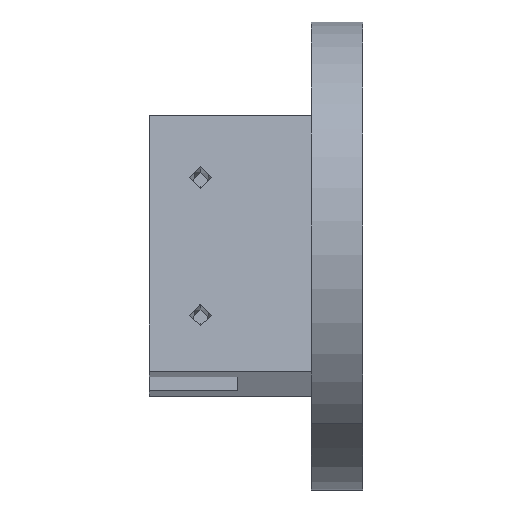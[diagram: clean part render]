
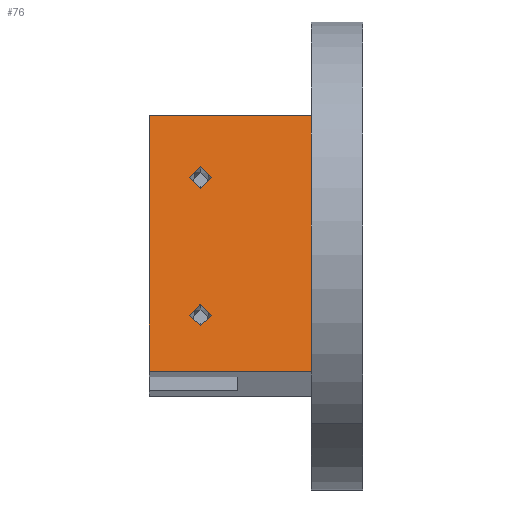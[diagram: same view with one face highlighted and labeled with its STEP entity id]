
A CAD part, front view. The second image highlights one B-rep face of the part: STEP entity #76.
In plain terms, the highlighted planar face has unit normal (0, -0.991, 0.132).
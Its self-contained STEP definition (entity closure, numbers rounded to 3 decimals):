
#35=FACE_BOUND('',#185,.T.);
#36=FACE_BOUND('',#186,.T.);
#76=ADVANCED_FACE('',(#130,#35,#36),#1020,.T.);
#130=FACE_OUTER_BOUND('',#184,.T.);
#184=EDGE_LOOP('',(#281,#282,#283,#284));
#185=EDGE_LOOP('',(#285,#286));
#186=EDGE_LOOP('',(#287,#288));
#281=ORIENTED_EDGE('',*,*,#578,.T.);
#282=ORIENTED_EDGE('',*,*,#583,.T.);
#283=ORIENTED_EDGE('',*,*,#582,.F.);
#284=ORIENTED_EDGE('',*,*,#581,.F.);
#285=ORIENTED_EDGE('',*,*,#614,.F.);
#286=ORIENTED_EDGE('',*,*,#601,.F.);
#287=ORIENTED_EDGE('',*,*,#620,.F.);
#288=ORIENTED_EDGE('',*,*,#607,.F.);
#578=EDGE_CURVE('',#878,#879,#854,.T.);
#581=EDGE_CURVE('',#878,#881,#857,.T.);
#582=EDGE_CURVE('',#881,#882,#858,.T.);
#583=EDGE_CURVE('',#879,#882,#859,.T.);
#601=EDGE_CURVE('',#893,#902,#727,.T.);
#607=EDGE_CURVE('',#897,#906,#733,.T.);
#614=EDGE_CURVE('',#902,#893,#740,.T.);
#620=EDGE_CURVE('',#906,#897,#746,.T.);
#727=(
BOUNDED_CURVE()
B_SPLINE_CURVE(2,(#1251,#1252,#1253,#1254,#1255),.UNSPECIFIED.,.F.,.F.)
B_SPLINE_CURVE_WITH_KNOTS((3,2,3),(-9.425,-7.069,
-4.712),.UNSPECIFIED.)
CURVE()
GEOMETRIC_REPRESENTATION_ITEM()
RATIONAL_B_SPLINE_CURVE((1.,0.707,1.,0.707,1.))
REPRESENTATION_ITEM('')
);
#733=(
BOUNDED_CURVE()
B_SPLINE_CURVE(2,(#1275,#1276,#1277,#1278,#1279),.UNSPECIFIED.,.F.,.F.)
B_SPLINE_CURVE_WITH_KNOTS((3,2,3),(-9.425,-7.069,
-4.712),.UNSPECIFIED.)
CURVE()
GEOMETRIC_REPRESENTATION_ITEM()
RATIONAL_B_SPLINE_CURVE((1.,0.707,1.,0.707,1.))
REPRESENTATION_ITEM('')
);
#740=(
BOUNDED_CURVE()
B_SPLINE_CURVE(2,(#1301,#1302,#1303,#1304,#1305),.UNSPECIFIED.,.F.,.F.)
B_SPLINE_CURVE_WITH_KNOTS((3,2,3),(-4.712,-2.356,
0.),.UNSPECIFIED.)
CURVE()
GEOMETRIC_REPRESENTATION_ITEM()
RATIONAL_B_SPLINE_CURVE((1.,0.707,1.,0.707,1.))
REPRESENTATION_ITEM('')
);
#746=(
BOUNDED_CURVE()
B_SPLINE_CURVE(2,(#1325,#1326,#1327,#1328,#1329),.UNSPECIFIED.,.F.,.F.)
B_SPLINE_CURVE_WITH_KNOTS((3,2,3),(-4.712,-2.356,
0.),.UNSPECIFIED.)
CURVE()
GEOMETRIC_REPRESENTATION_ITEM()
RATIONAL_B_SPLINE_CURVE((1.,0.707,1.,0.707,1.))
REPRESENTATION_ITEM('')
);
#854=B_SPLINE_CURVE_WITH_KNOTS('',1,(#1205,#1206),.UNSPECIFIED.,.F.,.F.,
(2,2),(0.,35.),.UNSPECIFIED.);
#857=B_SPLINE_CURVE_WITH_KNOTS('',1,(#1211,#1212),.UNSPECIFIED.,.F.,.F.,
(2,2),(-72.005,-60.751),.UNSPECIFIED.);
#858=B_SPLINE_CURVE_WITH_KNOTS('',1,(#1213,#1214),.UNSPECIFIED.,.F.,.F.,
(2,2),(0.,35.),.UNSPECIFIED.);
#859=B_SPLINE_CURVE_WITH_KNOTS('',1,(#1215,#1216),.UNSPECIFIED.,.F.,.F.,
(2,2),(-72.005,-60.751),.UNSPECIFIED.);
#878=VERTEX_POINT('',#1172);
#879=VERTEX_POINT('',#1173);
#881=VERTEX_POINT('',#1175);
#882=VERTEX_POINT('',#1176);
#893=VERTEX_POINT('',#1187);
#897=VERTEX_POINT('',#1191);
#902=VERTEX_POINT('',#1196);
#906=VERTEX_POINT('',#1200);
#1020=PLANE('',#1052);
#1052=AXIS2_PLACEMENT_3D('',#1082,#1067,$);
#1067=DIRECTION('',(0.,-0.991,0.132));
#1082=CARTESIAN_POINT('',(273.134,-54.073,30.013));
#1172=CARTESIAN_POINT('',(273.134,-54.073,30.013));
#1173=CARTESIAN_POINT('',(273.134,-49.447,64.706));
#1175=CARTESIAN_POINT('',(251.134,-54.073,30.013));
#1176=CARTESIAN_POINT('',(251.134,-49.447,64.706));
#1187=CARTESIAN_POINT('',(258.134,-50.373,57.767));
#1191=CARTESIAN_POINT('',(258.134,-52.86,39.112));
#1196=CARTESIAN_POINT('',(258.134,-50.769,54.793));
#1200=CARTESIAN_POINT('',(258.134,-53.256,36.138));
#1205=CARTESIAN_POINT('',(273.134,-54.073,30.013));
#1206=CARTESIAN_POINT('',(273.134,-49.447,64.706));
#1211=CARTESIAN_POINT('',(273.134,-54.073,30.013));
#1212=CARTESIAN_POINT('',(251.134,-54.073,30.013));
#1213=CARTESIAN_POINT('',(251.134,-54.073,30.013));
#1214=CARTESIAN_POINT('',(251.134,-49.447,64.706));
#1215=CARTESIAN_POINT('',(273.134,-49.447,64.706));
#1216=CARTESIAN_POINT('',(251.134,-49.447,64.706));
#1251=CARTESIAN_POINT('',(258.134,-50.373,57.767));
#1252=CARTESIAN_POINT('',(256.634,-50.373,57.767));
#1253=CARTESIAN_POINT('',(256.634,-50.571,56.28));
#1254=CARTESIAN_POINT('',(256.634,-50.769,54.793));
#1255=CARTESIAN_POINT('',(258.134,-50.769,54.793));
#1275=CARTESIAN_POINT('',(258.134,-52.86,39.112));
#1276=CARTESIAN_POINT('',(256.634,-52.86,39.112));
#1277=CARTESIAN_POINT('',(256.634,-53.058,37.625));
#1278=CARTESIAN_POINT('',(256.634,-53.256,36.138));
#1279=CARTESIAN_POINT('',(258.134,-53.256,36.138));
#1301=CARTESIAN_POINT('',(258.134,-50.769,54.793));
#1302=CARTESIAN_POINT('',(259.634,-50.769,54.793));
#1303=CARTESIAN_POINT('',(259.634,-50.571,56.28));
#1304=CARTESIAN_POINT('',(259.634,-50.373,57.767));
#1305=CARTESIAN_POINT('',(258.134,-50.373,57.767));
#1325=CARTESIAN_POINT('',(258.134,-53.256,36.138));
#1326=CARTESIAN_POINT('',(259.634,-53.256,36.138));
#1327=CARTESIAN_POINT('',(259.634,-53.058,37.625));
#1328=CARTESIAN_POINT('',(259.634,-52.86,39.112));
#1329=CARTESIAN_POINT('',(258.134,-52.86,39.112));
